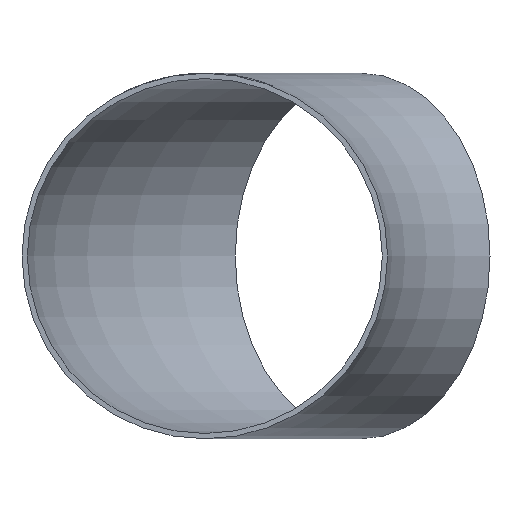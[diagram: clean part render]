
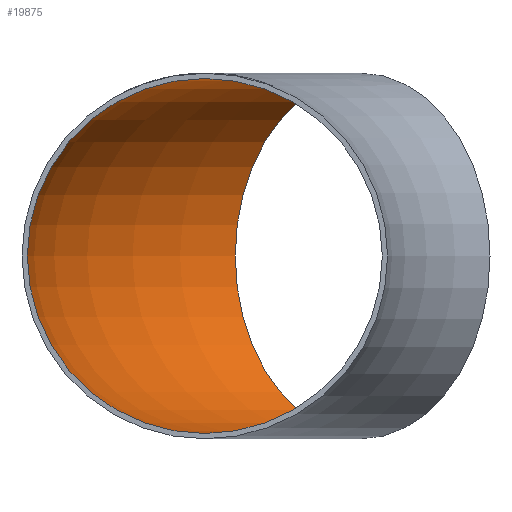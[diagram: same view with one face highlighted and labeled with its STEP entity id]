
A CAD part, front view. The second image highlights one B-rep face of the part: STEP entity #19875.
In plain terms, the highlighted toroidal (fillet/blend) face has major radius 300 mm and minor radius 100 mm.
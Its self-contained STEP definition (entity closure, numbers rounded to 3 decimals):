
#1837 = CARTESIAN_POINT ( 'NONE',  ( -300., 0., 0. ) ) ;
#1953 = DIRECTION ( 'NONE',  ( -0.707, 0.707, 0. ) ) ;
#4231 = DIRECTION ( 'NONE',  ( 0., 1., 0. ) ) ;
#5041 = DIRECTION ( 'NONE',  ( 0., 0., -1. ) ) ;
#5179 = AXIS2_PLACEMENT_3D ( 'NONE', #1837, #4231, #10707 ) ;
#5190 = DIRECTION ( 'NONE',  ( -1., 0., 0. ) ) ;
#7164 = AXIS2_PLACEMENT_3D ( 'NONE', #9849, #5041, #5190 ) ;
#7288 = FACE_OUTER_BOUND ( 'NONE', #26616, .T. ) ;
#9515 = TOROIDAL_SURFACE ( 'NONE', #7164, 300., 100. ) ;
#9767 = CARTESIAN_POINT ( 'NONE',  ( -282.843, 282.843, 0. ) ) ;
#9849 = CARTESIAN_POINT ( 'NONE',  ( 0., 0., 0. ) ) ;
#10427 = EDGE_CURVE ( 'NONE', #19099, #19099, #27256, .T. ) ;
#10707 = DIRECTION ( 'NONE',  ( 0., 0., 1. ) ) ;
#11130 = DIRECTION ( 'NONE',  ( 0.707, 0.707, 0. ) ) ;
#12491 = CARTESIAN_POINT ( 'NONE',  ( -300., 0., 100. ) ) ;
#13527 = AXIS2_PLACEMENT_3D ( 'NONE', #26738, #11130, #1953 ) ;
#14853 = EDGE_CURVE ( 'NONE', #24040, #24040, #22121, .T. ) ;
#15271 = EDGE_LOOP ( 'NONE', ( #23997 ) ) ;
#16643 = FACE_OUTER_BOUND ( 'NONE', #15271, .T. ) ;
#19099 = VERTEX_POINT ( 'NONE', #12491 ) ;
#19875 = ADVANCED_FACE ( 'NONE', ( #7288, #16643 ), #9515, .F. ) ;
#22121 = CIRCLE ( 'NONE', #13527, 100. ) ;
#23997 = ORIENTED_EDGE ( 'NONE', *, *, #10427, .F. ) ;
#24040 = VERTEX_POINT ( 'NONE', #9767 ) ;
#25809 = ORIENTED_EDGE ( 'NONE', *, *, #14853, .T. ) ;
#26616 = EDGE_LOOP ( 'NONE', ( #25809 ) ) ;
#26738 = CARTESIAN_POINT ( 'NONE',  ( -212.132, 212.132, 0. ) ) ;
#27256 = CIRCLE ( 'NONE', #5179, 100. ) ;
